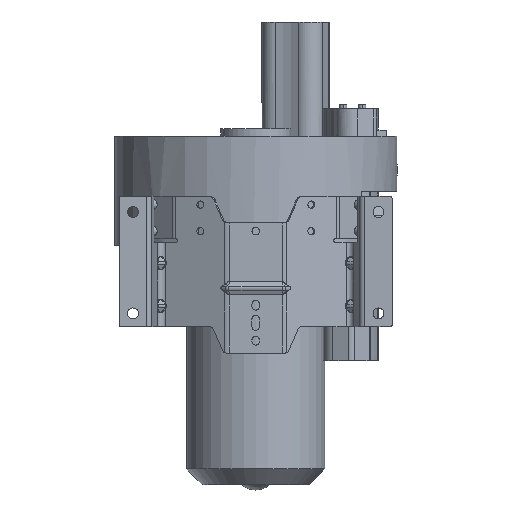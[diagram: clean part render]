
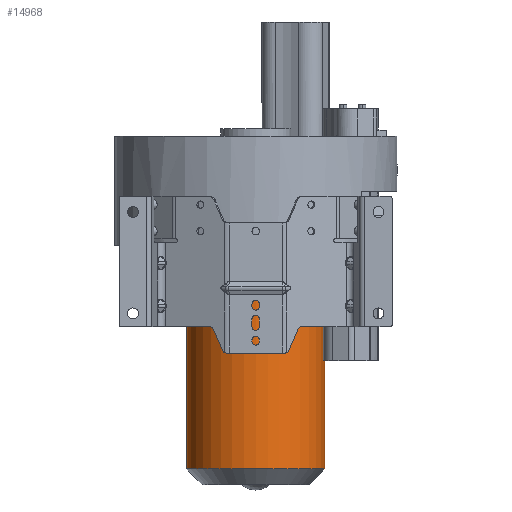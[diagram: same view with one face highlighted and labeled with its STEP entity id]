
A CAD part, front view. The second image highlights one B-rep face of the part: STEP entity #14968.
In plain terms, the highlighted cylindrical face has radius 88.7 mm (diameter 177.4 mm), a partial arc.
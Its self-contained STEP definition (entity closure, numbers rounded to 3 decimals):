
#41 = LINE ( 'NONE', #2224, #9273 ) ;
#108 = CARTESIAN_POINT ( 'NONE',  ( 0., 0., -322. ) ) ;
#398 = EDGE_CURVE ( 'NONE', #12236, #1102, #16915, .T. ) ;
#1102 = VERTEX_POINT ( 'NONE', #13466 ) ;
#2224 = CARTESIAN_POINT ( 'NONE',  ( -88.7, 0., -35.13 ) ) ;
#2721 = DIRECTION ( 'NONE',  ( 0., 0., 1. ) ) ;
#3570 = CIRCLE ( 'NONE', #17029, 88.7 ) ;
#4886 = DIRECTION ( 'NONE',  ( -1., 0., 0. ) ) ;
#5074 = EDGE_CURVE ( 'NONE', #5502, #12236, #41, .T. ) ;
#5171 = CYLINDRICAL_SURFACE ( 'NONE', #6603, 88.7 ) ;
#5502 = VERTEX_POINT ( 'NONE', #7341 ) ;
#6603 = AXIS2_PLACEMENT_3D ( 'NONE', #17302, #23980, #17839 ) ;
#6862 = ORIENTED_EDGE ( 'NONE', *, *, #8132, .F. ) ;
#7215 = DIRECTION ( 'NONE',  ( 0., 0., -1. ) ) ;
#7341 = CARTESIAN_POINT ( 'NONE',  ( -88.7, 0., -35.13 ) ) ;
#8132 = EDGE_CURVE ( 'NONE', #26322, #1102, #23416, .T. ) ;
#9273 = VECTOR ( 'NONE', #14865, 1000. ) ;
#11560 = CARTESIAN_POINT ( 'NONE',  ( 0., 0., -35.13 ) ) ;
#12236 = VERTEX_POINT ( 'NONE', #23577 ) ;
#12933 = CARTESIAN_POINT ( 'NONE',  ( 88.7, 0., -35.13 ) ) ;
#13466 = CARTESIAN_POINT ( 'NONE',  ( 88.7, 0., -322. ) ) ;
#14543 = DIRECTION ( 'NONE',  ( -1., 0., 0. ) ) ;
#14865 = DIRECTION ( 'NONE',  ( 0., 0., -1. ) ) ;
#14968 = ADVANCED_FACE ( 'NONE', ( #17437 ), #5171, .T. ) ;
#15429 = VECTOR ( 'NONE', #7215, 1000. ) ;
#16915 = CIRCLE ( 'NONE', #21724, 88.7 ) ;
#17029 = AXIS2_PLACEMENT_3D ( 'NONE', #11560, #2721, #4886 ) ;
#17302 = CARTESIAN_POINT ( 'NONE',  ( 0., 0., -35.13 ) ) ;
#17437 = FACE_OUTER_BOUND ( 'NONE', #18204, .T. ) ;
#17839 = DIRECTION ( 'NONE',  ( -1., 0., 0. ) ) ;
#18204 = EDGE_LOOP ( 'NONE', ( #6862, #24292, #19457, #25004 ) ) ;
#18890 = DIRECTION ( 'NONE',  ( 0., 0., 1. ) ) ;
#19457 = ORIENTED_EDGE ( 'NONE', *, *, #5074, .T. ) ;
#21724 = AXIS2_PLACEMENT_3D ( 'NONE', #108, #18890, #14543 ) ;
#22784 = EDGE_CURVE ( 'NONE', #5502, #26322, #3570, .T. ) ;
#23416 = LINE ( 'NONE', #25879, #15429 ) ;
#23577 = CARTESIAN_POINT ( 'NONE',  ( -88.7, 0., -322. ) ) ;
#23980 = DIRECTION ( 'NONE',  ( 0., 0., -1. ) ) ;
#24292 = ORIENTED_EDGE ( 'NONE', *, *, #22784, .F. ) ;
#25004 = ORIENTED_EDGE ( 'NONE', *, *, #398, .T. ) ;
#25879 = CARTESIAN_POINT ( 'NONE',  ( 88.7, 0., -35.13 ) ) ;
#26322 = VERTEX_POINT ( 'NONE', #12933 ) ;
